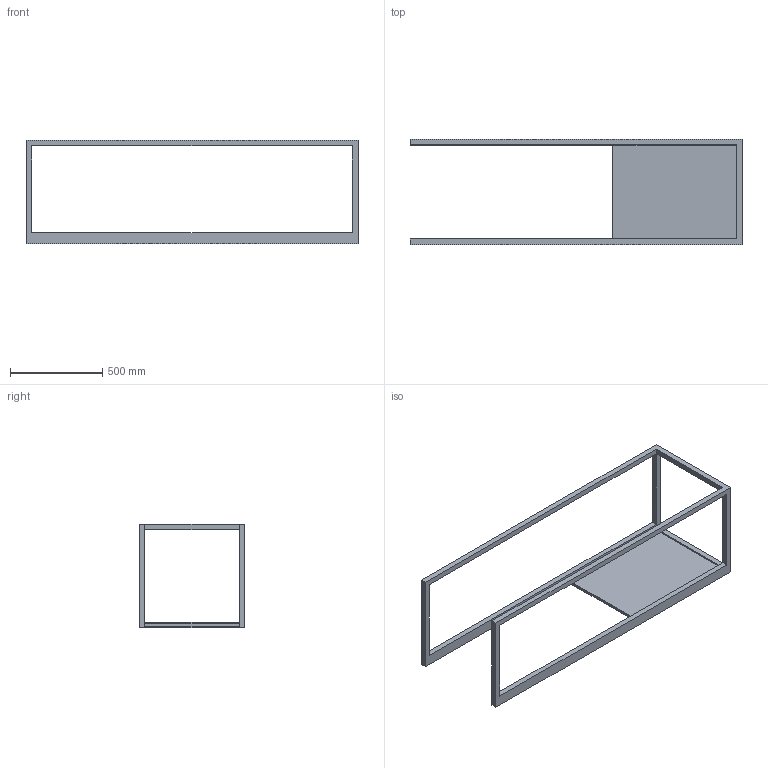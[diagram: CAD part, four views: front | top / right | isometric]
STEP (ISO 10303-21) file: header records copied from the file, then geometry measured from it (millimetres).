
FILE_DESCRIPTION(('Open CASCADE Model'),'2;1');
FILE_NAME('Open CASCADE Shape Model','2025-06-03T13:39:06',('Author'),( 'Open CASCADE'),'Open CASCADE STEP processor 7.7','Open CASCADE 7.7' ,'Unknown');
FILE_SCHEMA(('AUTOMOTIVE_DESIGN { 1 0 10303 214 1 1 1 1 }'));
Length unit declared in the file: millimetre
Products named in the file (1): COMPOUND
Bounding box: 1800 x 570.5 x 560 mm (x, y, z)
Volume: 17461425 mm3; surface area: 2092090 mm2
Topology: 1 solids, 1 shells, 25 faces, 72 edges, 46 vertices
Faces by surface type: plane 25
Entity records: 1744 total; most frequent: CARTESIAN_POINT 304, DIRECTION 252, LINE 200, VECTOR 200, ORIENTED_EDGE 144, PCURVE 144, DEFINITIONAL_REPRESENTATION 144, EDGE_CURVE 72
